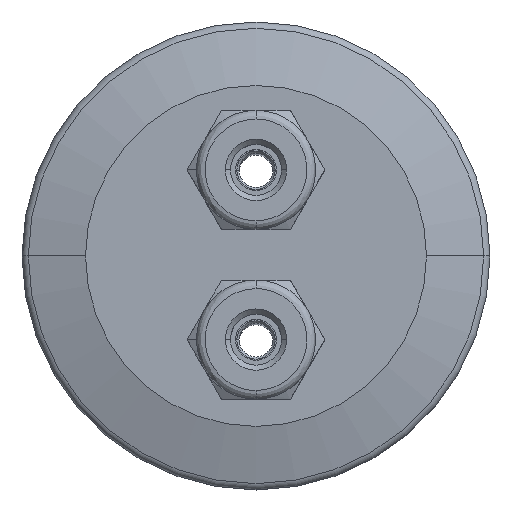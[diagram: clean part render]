
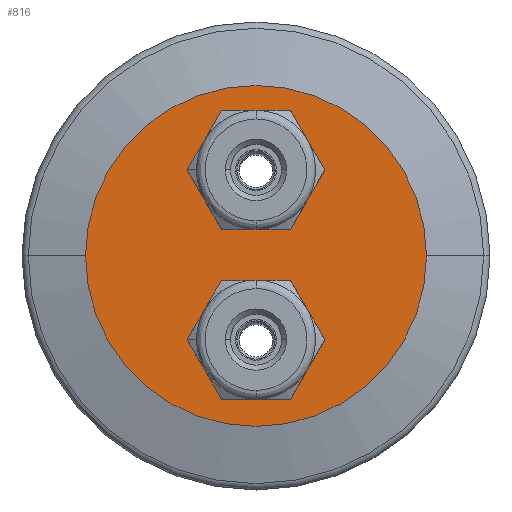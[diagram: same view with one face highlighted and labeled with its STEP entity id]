
A CAD part, top view. The second image highlights one B-rep face of the part: STEP entity #816.
In plain terms, the highlighted planar face has unit normal (0, 0, 1).
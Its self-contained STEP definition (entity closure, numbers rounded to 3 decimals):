
#45 = CARTESIAN_POINT ( 'NONE',  ( -3., 10., 0. ) ) ;
#63 = CIRCLE ( 'NONE', #5765, 20.035 ) ;
#188 = EDGE_LOOP ( 'NONE', ( #13680, #5395 ) ) ;
#195 = DIRECTION ( 'NONE',  ( 0., 0., -1. ) ) ;
#395 = VERTEX_POINT ( 'NONE', #2802 ) ;
#816 = ADVANCED_FACE ( 'NONE', ( #8176, #3378, #13990 ), #4281, .F. ) ;
#1028 = DIRECTION ( 'NONE',  ( 1., 0., 0. ) ) ;
#1549 = CIRCLE ( 'NONE', #14568, 3. ) ;
#1563 = EDGE_CURVE ( 'NONE', #2733, #7847, #13681, .T. ) ;
#2505 = AXIS2_PLACEMENT_3D ( 'NONE', #7040, #195, #8209 ) ;
#2555 = AXIS2_PLACEMENT_3D ( 'NONE', #10483, #3577, #11639 ) ;
#2690 = AXIS2_PLACEMENT_3D ( 'NONE', #6755, #14855, #7901 ) ;
#2733 = VERTEX_POINT ( 'NONE', #9870 ) ;
#2802 = CARTESIAN_POINT ( 'NONE',  ( 20.035, 0., 0. ) ) ;
#2904 = ORIENTED_EDGE ( 'NONE', *, *, #7857, .F. ) ;
#3007 = VERTEX_POINT ( 'NONE', #11214 ) ;
#3202 = ORIENTED_EDGE ( 'NONE', *, *, #7798, .F. ) ;
#3378 = FACE_BOUND ( 'NONE', #10195, .T. ) ;
#3577 = DIRECTION ( 'NONE',  ( 0., 0., 1. ) ) ;
#4281 = PLANE ( 'NONE',  #9512 ) ;
#4496 = ORIENTED_EDGE ( 'NONE', *, *, #11184, .F. ) ;
#4564 = CARTESIAN_POINT ( 'NONE',  ( 20.035, 0., 0. ) ) ;
#4566 = DIRECTION ( 'NONE',  ( 0., 0., -1. ) ) ;
#4582 = DIRECTION ( 'NONE',  ( -1., 0., 0. ) ) ;
#5395 = ORIENTED_EDGE ( 'NONE', *, *, #7884, .F. ) ;
#5419 = EDGE_CURVE ( 'NONE', #10868, #395, #63, .T. ) ;
#5554 = CIRCLE ( 'NONE', #2555, 3. ) ;
#5765 = AXIS2_PLACEMENT_3D ( 'NONE', #8165, #8947, #9826 ) ;
#6755 = CARTESIAN_POINT ( 'NONE',  ( 0., -10., 0. ) ) ;
#7040 = CARTESIAN_POINT ( 'NONE',  ( 0., 0., 0. ) ) ;
#7641 = CIRCLE ( 'NONE', #2505, 20.035 ) ;
#7798 = EDGE_CURVE ( 'NONE', #14091, #3007, #10360, .T. ) ;
#7847 = VERTEX_POINT ( 'NONE', #45 ) ;
#7857 = EDGE_CURVE ( 'NONE', #7847, #2733, #5554, .T. ) ;
#7884 = EDGE_CURVE ( 'NONE', #395, #10868, #7641, .T. ) ;
#7895 = DIRECTION ( 'NONE',  ( 0., 0., 1. ) ) ;
#7901 = DIRECTION ( 'NONE',  ( 1., 0., 0. ) ) ;
#7930 = CARTESIAN_POINT ( 'NONE',  ( -3., -10., 0. ) ) ;
#8165 = CARTESIAN_POINT ( 'NONE',  ( 0., 0., 0. ) ) ;
#8176 = FACE_BOUND ( 'NONE', #9464, .T. ) ;
#8209 = DIRECTION ( 'NONE',  ( -1., 0., 0. ) ) ;
#8947 = DIRECTION ( 'NONE',  ( 0., 0., -1. ) ) ;
#9464 = EDGE_LOOP ( 'NONE', ( #4496, #3202 ) ) ;
#9512 = AXIS2_PLACEMENT_3D ( 'NONE', #4564, #4566, #4582 ) ;
#9602 = AXIS2_PLACEMENT_3D ( 'NONE', #10127, #10162, #10236 ) ;
#9826 = DIRECTION ( 'NONE',  ( -1., 0., 0. ) ) ;
#9870 = CARTESIAN_POINT ( 'NONE',  ( 3., 10., 0. ) ) ;
#10127 = CARTESIAN_POINT ( 'NONE',  ( 0., 10., 0. ) ) ;
#10162 = DIRECTION ( 'NONE',  ( 0., 0., 1. ) ) ;
#10195 = EDGE_LOOP ( 'NONE', ( #12860, #2904 ) ) ;
#10236 = DIRECTION ( 'NONE',  ( 1., 0., 0. ) ) ;
#10360 = CIRCLE ( 'NONE', #2690, 3. ) ;
#10483 = CARTESIAN_POINT ( 'NONE',  ( 0., 10., 0. ) ) ;
#10546 = CARTESIAN_POINT ( 'NONE',  ( -20.035, 0., 0. ) ) ;
#10868 = VERTEX_POINT ( 'NONE', #10546 ) ;
#11184 = EDGE_CURVE ( 'NONE', #3007, #14091, #1549, .T. ) ;
#11214 = CARTESIAN_POINT ( 'NONE',  ( 3., -10., 0. ) ) ;
#11639 = DIRECTION ( 'NONE',  ( 1., 0., 0. ) ) ;
#12860 = ORIENTED_EDGE ( 'NONE', *, *, #1563, .F. ) ;
#13680 = ORIENTED_EDGE ( 'NONE', *, *, #5419, .F. ) ;
#13681 = CIRCLE ( 'NONE', #9602, 3. ) ;
#13990 = FACE_OUTER_BOUND ( 'NONE', #188, .T. ) ;
#14091 = VERTEX_POINT ( 'NONE', #7930 ) ;
#14568 = AXIS2_PLACEMENT_3D ( 'NONE', #14850, #7895, #1028 ) ;
#14850 = CARTESIAN_POINT ( 'NONE',  ( 0., -10., 0. ) ) ;
#14855 = DIRECTION ( 'NONE',  ( 0., 0., 1. ) ) ;
